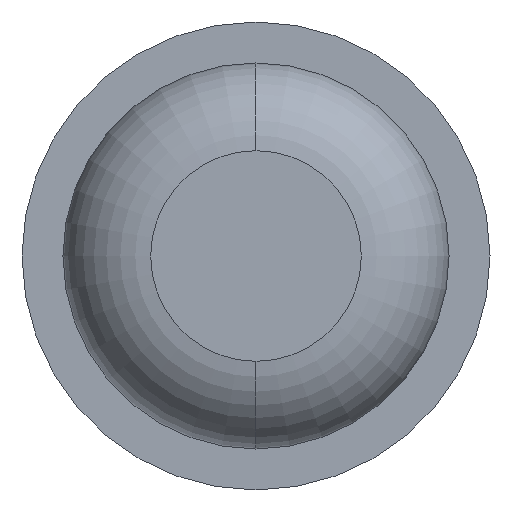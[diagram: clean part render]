
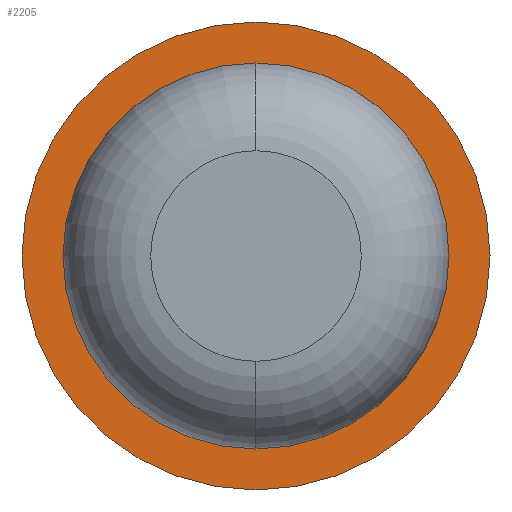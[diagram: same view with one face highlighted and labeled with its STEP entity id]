
A CAD part, front view. The second image highlights one B-rep face of the part: STEP entity #2205.
In plain terms, the highlighted planar face has unit normal (0, -1, 0).
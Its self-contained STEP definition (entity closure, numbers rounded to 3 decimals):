
#40 = VERTEX_POINT ( 'NONE', #234 ) ;
#234 = CARTESIAN_POINT ( 'NONE',  ( 1., -9., 0. ) ) ;
#296 = EDGE_LOOP ( 'NONE', ( #3721, #1450 ) ) ;
#430 = DIRECTION ( 'NONE',  ( 0., 1., 0. ) ) ;
#463 = CIRCLE ( 'NONE', #1494, 1. ) ;
#529 = VERTEX_POINT ( 'NONE', #1566 ) ;
#532 = CARTESIAN_POINT ( 'NONE',  ( 0., -9., 0. ) ) ;
#534 = CARTESIAN_POINT ( 'NONE',  ( 0., -9., 0. ) ) ;
#655 = DIRECTION ( 'NONE',  ( 0., 1., 0. ) ) ;
#955 = VERTEX_POINT ( 'NONE', #1795 ) ;
#1089 = DIRECTION ( 'NONE',  ( 0., 1., 0. ) ) ;
#1233 = DIRECTION ( 'NONE',  ( -1., 0., 0. ) ) ;
#1248 = CARTESIAN_POINT ( 'NONE',  ( 0., -9., 0. ) ) ;
#1331 = FACE_BOUND ( 'NONE', #2432, .T. ) ;
#1349 = AXIS2_PLACEMENT_3D ( 'NONE', #534, #2792, #2543 ) ;
#1450 = ORIENTED_EDGE ( 'NONE', *, *, #2810, .F. ) ;
#1494 = AXIS2_PLACEMENT_3D ( 'NONE', #532, #1089, #3695 ) ;
#1502 = DIRECTION ( 'NONE',  ( -1., 0., 0. ) ) ;
#1566 = CARTESIAN_POINT ( 'NONE',  ( 0., -9., -0.825 ) ) ;
#1591 = PLANE ( 'NONE',  #1619 ) ;
#1619 = AXIS2_PLACEMENT_3D ( 'NONE', #2718, #430, #3012 ) ;
#1642 = CIRCLE ( 'NONE', #2254, 1. ) ;
#1730 = EDGE_CURVE ( 'Defeature ausgef�hrt1_4+Defeature ausgef�hrt1_0+Defeature ausgef�hrt1_0+Defeature ausgef�hrt1_0', #529, #955, #1804, .T. ) ;
#1736 = ORIENTED_EDGE ( 'NONE', *, *, #2045, .T. ) ;
#1795 = CARTESIAN_POINT ( 'NONE',  ( 0., -9., 0.825 ) ) ;
#1804 = CIRCLE ( 'NONE', #1349, 0.825 ) ;
#1904 = FACE_OUTER_BOUND ( 'NONE', #296, .T. ) ;
#2045 = EDGE_CURVE ( 'Defeature ausgef�hrt1_4+Defeature ausgef�hrt1_0+Defeature ausgef�hrt1_0+Defeature ausgef�hrt1_0', #955, #529, #2872, .T. ) ;
#2205 = ADVANCED_FACE ( 'Defeature ausgef�hrt1_4', ( #1904, #1331 ), #1591, .F. ) ;
#2254 = AXIS2_PLACEMENT_3D ( 'NONE', #2657, #2632, #1502 ) ;
#2326 = VERTEX_POINT ( 'NONE', #3234 ) ;
#2432 = EDGE_LOOP ( 'NONE', ( #1736, #2740 ) ) ;
#2516 = EDGE_CURVE ( 'Defeature ausgef�hrt1_5+Defeature ausgef�hrt1_4+Defeature ausgef�hrt1_4+Defeature ausgef�hrt1_4', #2326, #40, #463, .T. ) ;
#2543 = DIRECTION ( 'NONE',  ( -1., 0., 0. ) ) ;
#2559 = AXIS2_PLACEMENT_3D ( 'NONE', #1248, #655, #1233 ) ;
#2632 = DIRECTION ( 'NONE',  ( 0., 1., 0. ) ) ;
#2657 = CARTESIAN_POINT ( 'NONE',  ( 0., -9., 0. ) ) ;
#2718 = CARTESIAN_POINT ( 'NONE',  ( 0.825, -9., 0. ) ) ;
#2740 = ORIENTED_EDGE ( 'NONE', *, *, #1730, .T. ) ;
#2792 = DIRECTION ( 'NONE',  ( 0., 1., 0. ) ) ;
#2810 = EDGE_CURVE ( 'Defeature ausgef�hrt1_5+Defeature ausgef�hrt1_4+Defeature ausgef�hrt1_4+Defeature ausgef�hrt1_4', #40, #2326, #1642, .T. ) ;
#2872 = CIRCLE ( 'NONE', #2559, 0.825 ) ;
#3012 = DIRECTION ( 'NONE',  ( -1., 0., 0. ) ) ;
#3234 = CARTESIAN_POINT ( 'NONE',  ( -1., -9., 0. ) ) ;
#3695 = DIRECTION ( 'NONE',  ( -1., 0., 0. ) ) ;
#3721 = ORIENTED_EDGE ( 'NONE', *, *, #2516, .F. ) ;
